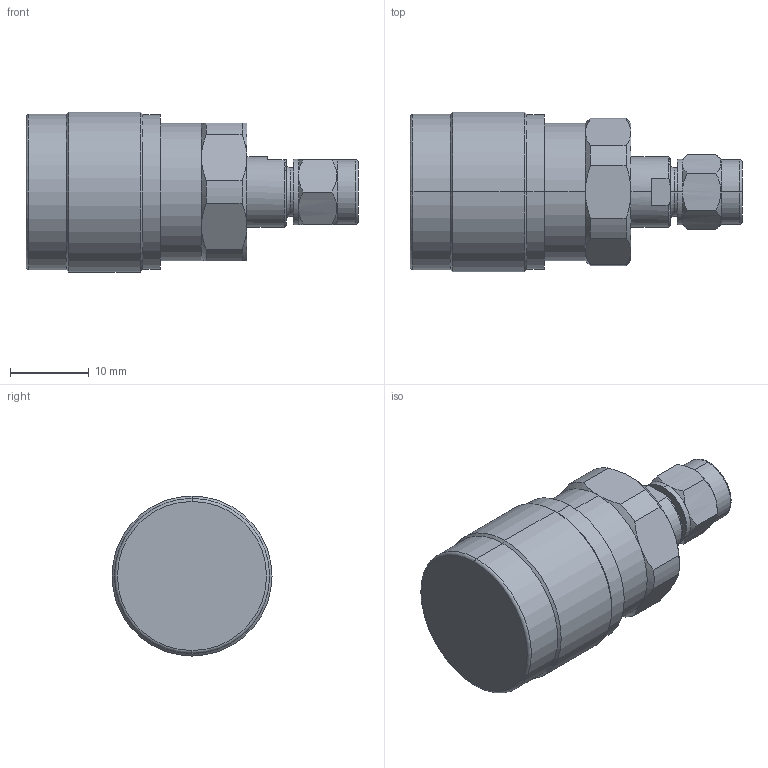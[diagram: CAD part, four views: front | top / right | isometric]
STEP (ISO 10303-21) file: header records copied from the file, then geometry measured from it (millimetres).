
FILE_DESCRIPTION (( 'STEP AP203' ), '1' );
FILE_NAME ('FMAD1328_3D.STEP', '2022-03-18T21:59:07', ( '' ), ( '' ), 'SwSTEP 2.0', 'SolidWorks 2021', '' );
FILE_SCHEMA (( 'CONFIG_CONTROL_DESIGN' ));
Length unit declared in the file: inch
Products named in the file (1): FMAD1328_3D
Bounding box: 42.16 x 20.32 x 20.32 mm (x, y, z)
Volume: 8920.5 mm3; surface area: 2747.9 mm2
Topology: 1 solids, 1 shells, 73 faces, 171 edges, 104 vertices
Faces by surface type: cone 24, cylinder 22, plane 20, torus 7
Entity records: 2331 total; most frequent: CARTESIAN_POINT 631, ORIENTED_EDGE 342, DIRECTION 338, EDGE_CURVE 171, AXIS2_PLACEMENT_3D 147, VERTEX_POINT 104, EDGE_LOOP 77, FACE_OUTER_BOUND 73
